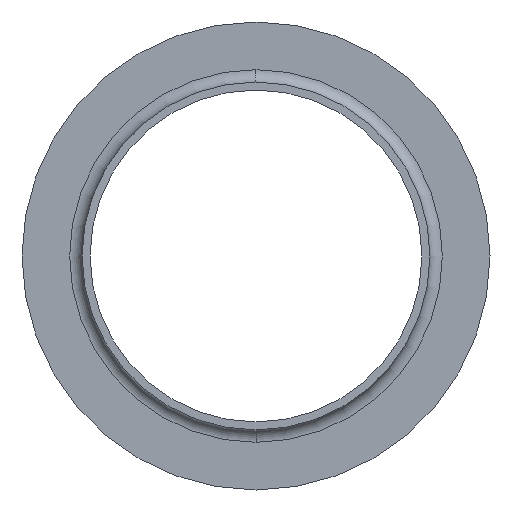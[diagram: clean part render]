
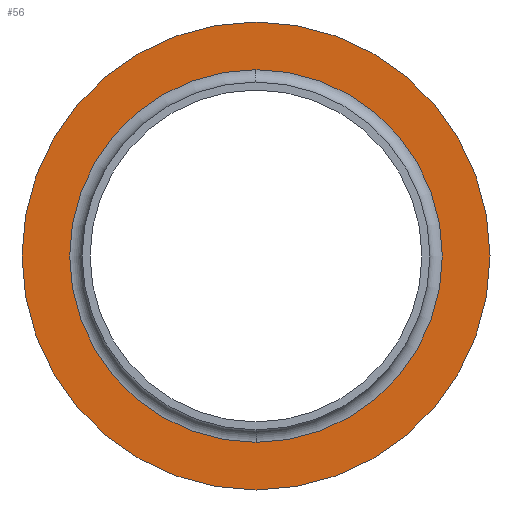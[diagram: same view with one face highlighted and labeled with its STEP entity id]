
A CAD part, front view. The second image highlights one B-rep face of the part: STEP entity #56.
In plain terms, the highlighted planar face has unit normal (0, -1, 0).
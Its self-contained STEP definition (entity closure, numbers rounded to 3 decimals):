
#56=ADVANCED_FACE('',(#110,#111),#112,.T.);
#110=FACE_OUTER_BOUND('',#160,.T.);
#111=FACE_BOUND('',#161,.T.);
#112=PLANE('',#162);
#160=EDGE_LOOP('',(#256,#257));
#161=EDGE_LOOP('',(#258,#259,#260));
#162=AXIS2_PLACEMENT_3D('',#261,#262,#263);
#256=ORIENTED_EDGE('',*,*,#300,.F.);
#257=ORIENTED_EDGE('',*,*,#330,.F.);
#258=ORIENTED_EDGE('',*,*,#308,.T.);
#259=ORIENTED_EDGE('',*,*,#328,.T.);
#260=ORIENTED_EDGE('',*,*,#309,.T.);
#261=CARTESIAN_POINT('',(-84.425,-4.0,0.0));
#262=DIRECTION('',(0.0,-1.0,0.0));
#263=DIRECTION('',(1.0,0.0,0.0));
#300=EDGE_CURVE('',#350,#353,#354,.T.);
#308=EDGE_CURVE('',#368,#366,#369,.T.);
#309=EDGE_CURVE('',#360,#368,#370,.T.);
#328=EDGE_CURVE('',#366,#360,#395,.T.);
#330=EDGE_CURVE('',#353,#350,#397,.T.);
#350=VERTEX_POINT('',#418);
#353=VERTEX_POINT('',#422);
#354=CIRCLE('',#423,94.);
#360=VERTEX_POINT('',#430);
#366=VERTEX_POINT('',#436);
#368=VERTEX_POINT('',#438);
#369=CIRCLE('',#439,74.85);
#370=CIRCLE('',#440,74.85);
#395=CIRCLE('',#469,74.85);
#397=CIRCLE('',#471,94.);
#418=CARTESIAN_POINT('',(-94.,-4.0,0.0));
#422=CARTESIAN_POINT('',(94.,-4.0,0.));
#423=AXIS2_PLACEMENT_3D('',#496,#497,#498);
#430=CARTESIAN_POINT('',(0.,-4.0,-74.85));
#436=CARTESIAN_POINT('',(0.,-4.0,74.85));
#438=CARTESIAN_POINT('',(-74.85,-4.0,0.0));
#439=AXIS2_PLACEMENT_3D('',#515,#516,#517);
#440=AXIS2_PLACEMENT_3D('',#518,#519,#520);
#469=AXIS2_PLACEMENT_3D('',#549,#550,#551);
#471=AXIS2_PLACEMENT_3D('',#552,#553,#554);
#496=CARTESIAN_POINT('',(0.0,-4.0,0.0));
#497=DIRECTION('',(0.0,1.0,0.0));
#498=DIRECTION('',(-1.0,0.0,0.0));
#515=CARTESIAN_POINT('',(0.0,-4.0,0.0));
#516=DIRECTION('',(0.0,1.0,0.0));
#517=DIRECTION('',(-1.0,0.0,0.0));
#518=CARTESIAN_POINT('',(0.0,-4.0,0.0));
#519=DIRECTION('',(0.0,1.0,0.0));
#520=DIRECTION('',(-1.0,0.0,0.0));
#549=CARTESIAN_POINT('',(0.0,-4.0,0.0));
#550=DIRECTION('',(0.0,1.0,0.0));
#551=DIRECTION('',(-1.0,0.0,0.0));
#552=CARTESIAN_POINT('',(0.0,-4.0,0.0));
#553=DIRECTION('',(0.0,1.0,0.0));
#554=DIRECTION('',(-1.0,0.0,0.0));
